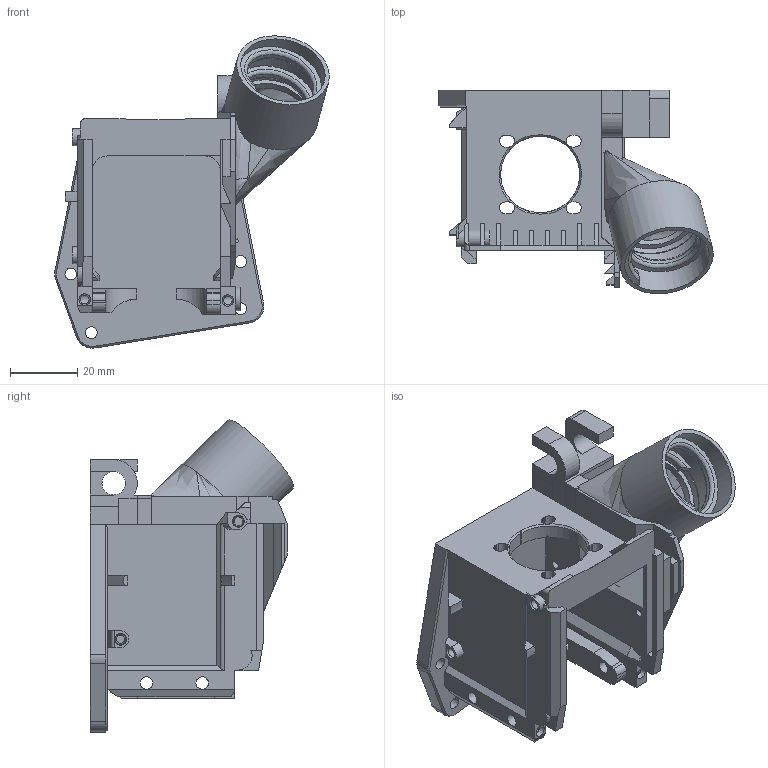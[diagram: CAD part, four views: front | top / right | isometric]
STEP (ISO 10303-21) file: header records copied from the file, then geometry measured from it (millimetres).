
FILE_DESCRIPTION(/* description */ ('','CAx-IF Rec.Pracs.---Representation and Presentation of Product Manufacturing Information (PMI)---4.0---2014-10-13'),/* implementation_level */ '2;1');
FILE_NAME(/* name */ 'Anycubic-Kobra-Plus.step',/* time_stamp */ '2024-12-08T20:35:12+01:00',/* author */ (''),/* organization */ (''),/* preprocessor_version */ 'ST-DEVELOPER v20',/* originating_system */ 'Autodesk Translation Framework v13.20.0.188',/* authorisation */ '');
FILE_SCHEMA (('AP242_MANAGED_MODEL_BASED_3D_ENGINEERING_MIM_LF { 1 0 10303 442 1 1 4 }'));
Length unit declared in the file: millimetre
Products named in the file (1): Alte Adapter von Kristian v18
Bounding box: 81.53 x 60.46 x 92.74 mm (x, y, z)
Volume: 46404 mm3; surface area: 32381.2 mm2
Topology: 1 solids, 5 shells, 432 faces, 1220 edges, 789 vertices
Faces by surface type: plane 280, cylinder 88, cone 44, bspline 20
Full cylindrical faces by diameter (mm): 2.3 x2, 2.5 x1, 2.6 x2, 3.5 x4, 3.7 x4, 20.7 x1, 22 x1, 24.6 x1, 25 x1, 25.4 x2, 25.5 x2, 28 x1
Entity records: 17510 total; most frequent: CARTESIAN_POINT 6297, ORIENTED_EDGE 2438, DIRECTION 2208, EDGE_CURVE 1219, LINE 818, VECTOR 818, VERTEX_POINT 789, AXIS2_PLACEMENT_3D 695
